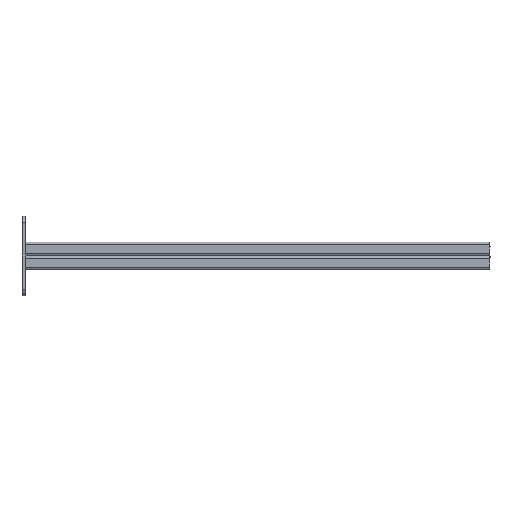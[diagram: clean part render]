
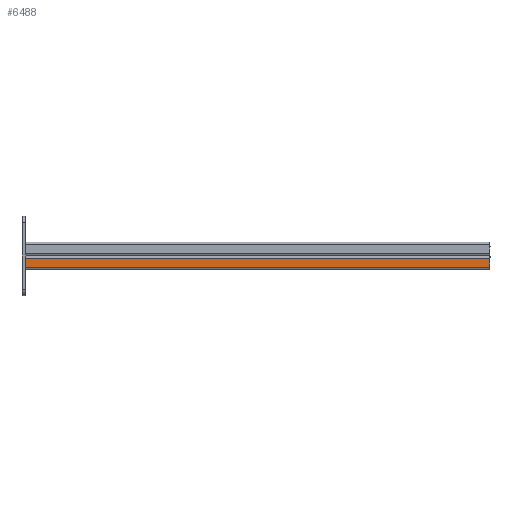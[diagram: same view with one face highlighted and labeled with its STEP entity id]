
A CAD part, front view. The second image highlights one B-rep face of the part: STEP entity #6488.
In plain terms, the highlighted face is planar.
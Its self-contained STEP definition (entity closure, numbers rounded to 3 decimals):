
#2204 = EDGE_CURVE ( 'NONE', #37518, #29303, #19246, .T. ) ;
#5529 = DIRECTION ( 'NONE',  ( 1., 0., 0. ) ) ;
#6488 = ADVANCED_FACE ( 'NONE', ( #11943 ), #24246, .F. ) ;
#8351 = CARTESIAN_POINT ( 'NONE',  ( -20.5, 0., -700. ) ) ;
#9953 = CARTESIAN_POINT ( 'NONE',  ( -20.5, 3.75, 0. ) ) ;
#10372 = VERTEX_POINT ( 'NONE', #9953 ) ;
#11669 = ORIENTED_EDGE ( 'NONE', *, *, #2204, .F. ) ;
#11943 = FACE_OUTER_BOUND ( 'NONE', #23883, .T. ) ;
#13796 = CARTESIAN_POINT ( 'NONE',  ( -20.5, 0., 0. ) ) ;
#13983 = CARTESIAN_POINT ( 'NONE',  ( -20.5, 3.75, -350. ) ) ;
#17216 = ORIENTED_EDGE ( 'NONE', *, *, #20657, .T. ) ;
#19246 = LINE ( 'NONE', #20206, #27664 ) ;
#20206 = CARTESIAN_POINT ( 'NONE',  ( -20.5, 17.25, -350. ) ) ;
#20657 = EDGE_CURVE ( 'NONE', #24657, #10372, #29313, .T. ) ;
#22716 = ORIENTED_EDGE ( 'NONE', *, *, #25851, .F. ) ;
#22883 = VECTOR ( 'NONE', #32911, 1000. ) ;
#23883 = EDGE_LOOP ( 'NONE', ( #29918, #11669, #22716, #17216 ) ) ;
#24246 = PLANE ( 'NONE',  #25194 ) ;
#24424 = DIRECTION ( 'NONE',  ( 0., 1., 0. ) ) ;
#24657 = VERTEX_POINT ( 'NONE', #40741 ) ;
#25194 = AXIS2_PLACEMENT_3D ( 'NONE', #33699, #5529, #27721 ) ;
#25851 = EDGE_CURVE ( 'NONE', #24657, #37518, #30495, .T. ) ;
#26446 = DIRECTION ( 'NONE',  ( 0., 0., 1. ) ) ;
#26849 = VECTOR ( 'NONE', #26446, 1000. ) ;
#27664 = VECTOR ( 'NONE', #30327, 1000. ) ;
#27721 = DIRECTION ( 'NONE',  ( 0., 0., -1. ) ) ;
#28980 = CARTESIAN_POINT ( 'NONE',  ( -20.5, 17.25, 0. ) ) ;
#29303 = VERTEX_POINT ( 'NONE', #28980 ) ;
#29313 = LINE ( 'NONE', #13983, #26849 ) ;
#29918 = ORIENTED_EDGE ( 'NONE', *, *, #36471, .T. ) ;
#30327 = DIRECTION ( 'NONE',  ( 0., 0., 1. ) ) ;
#30495 = LINE ( 'NONE', #8351, #35919 ) ;
#31204 = CARTESIAN_POINT ( 'NONE',  ( -20.5, 17.25, -700. ) ) ;
#31821 = LINE ( 'NONE', #13796, #22883 ) ;
#32911 = DIRECTION ( 'NONE',  ( 0., 1., 0. ) ) ;
#33699 = CARTESIAN_POINT ( 'NONE',  ( -20.5, 0., -350. ) ) ;
#35919 = VECTOR ( 'NONE', #24424, 1000. ) ;
#36471 = EDGE_CURVE ( 'NONE', #10372, #29303, #31821, .T. ) ;
#37518 = VERTEX_POINT ( 'NONE', #31204 ) ;
#40741 = CARTESIAN_POINT ( 'NONE',  ( -20.5, 3.75, -700. ) ) ;
